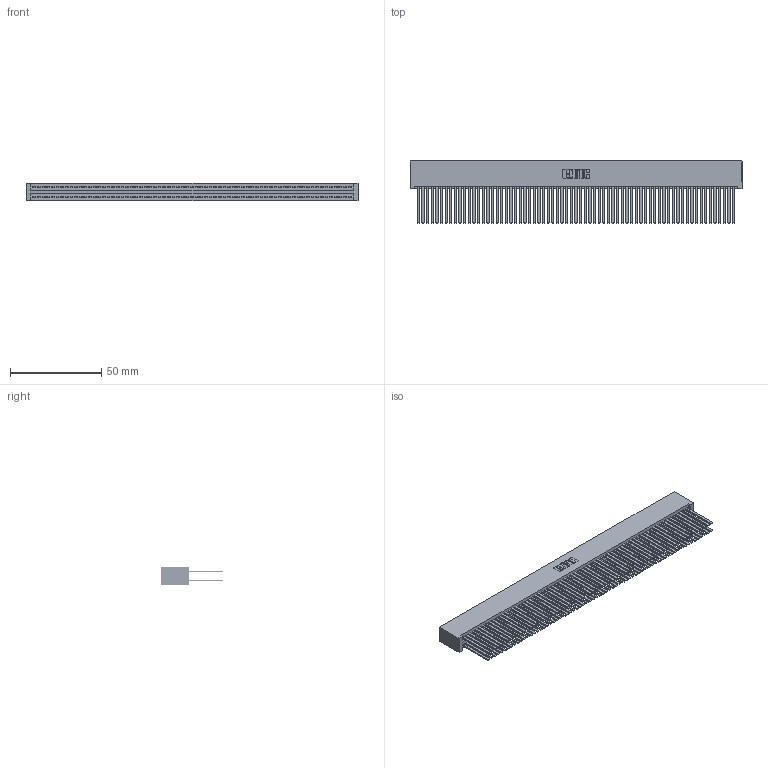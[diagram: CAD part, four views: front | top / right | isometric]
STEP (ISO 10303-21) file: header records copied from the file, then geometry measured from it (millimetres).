
FILE_DESCRIPTION (( 'STEP AP203' ), '1' );
FILE_NAME ('395-138-544-201.STEP', '2019-10-29T21:18:18', ( '' ), ( '' ), 'SwSTEP 2.0', 'SolidWorks 2016', '' );
FILE_SCHEMA (( 'CONFIG_CONTROL_DESIGN' ));
Length unit declared in the file: inch
Products named in the file (3): 345 Part_No Mounting Lugs; 345-292-001_345-293-144; 395-138-544-201
Assembly tree (139 placements, depth 2):
  395-138-544-201
    345 Part_No Mounting Lugs
    345-292-001_345-293-144  x138
Bounding box: 181.86 x 33.96 x 9.4 mm (x, y, z)
Volume: 20467.5 mm3; surface area: 36750.5 mm2
Topology: 139 solids, 139 shells, 6190 faces, 18395 edges, 12078 vertices
Faces by surface type: plane 4078, cylinder 2112
Entity records: 50043 total; most frequent: CARTESIAN_POINT 8360, ORIENTED_EDGE 8294, DIRECTION 7331, EDGE_CURVE 4147, LINE 3751, VECTOR 3751, VERTEX_POINT 2762, AXIS2_PLACEMENT_3D 1790
